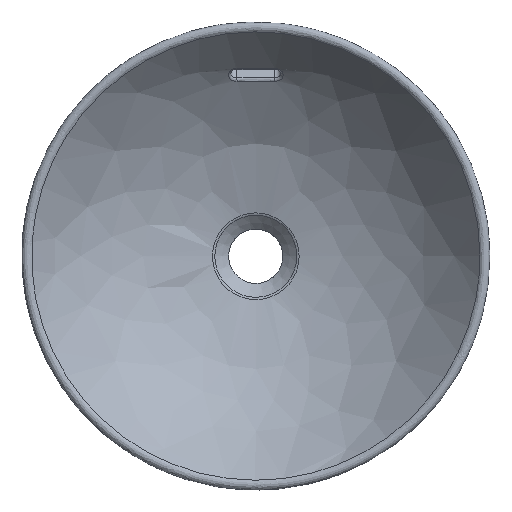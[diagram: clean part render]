
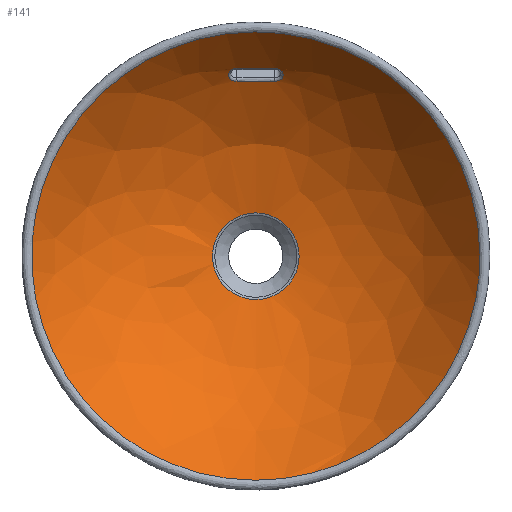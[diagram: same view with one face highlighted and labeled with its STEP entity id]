
A CAD part, top view. The second image highlights one B-rep face of the part: STEP entity #141.
In plain terms, the highlighted free-form (B-spline) face has degree [3, 3] with [4, 7] control points.
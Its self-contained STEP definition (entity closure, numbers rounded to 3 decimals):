
#59=FACE_BOUND('',#225,.T.);
#60=FACE_BOUND('',#226,.T.);
#61=FACE_BOUND('',#227,.T.);
#92=(
BOUNDED_SURFACE()
B_SPLINE_SURFACE(3,3,((#2562,#2563,#2564,#2565,#2566,#2567,#2568),(#2569,
#2570,#2571,#2572,#2573,#2574,#2575),(#2576,#2577,#2578,#2579,#2580,#2581,
#2582),(#2583,#2584,#2585,#2586,#2587,#2588,#2589)),.UNSPECIFIED.,.F.,.T.,
 .F.)
B_SPLINE_SURFACE_WITH_KNOTS((4,4),(1,3,3,3,1),(0.,1.),(-0.5,0.,0.5,1.,1.5),
 .UNSPECIFIED.)
GEOMETRIC_REPRESENTATION_ITEM()
RATIONAL_B_SPLINE_SURFACE(((1.,0.333,0.333,1.,0.333,
0.333,1.),(0.943,0.314,0.314,
0.943,0.314,0.314,0.943),
(0.943,0.314,0.314,0.943,
0.314,0.314,0.943),(1.,0.333,
0.333,1.,0.333,0.333,1.)))
REPRESENTATION_ITEM('')
SURFACE()
);
#112=CIRCLE('',#665,38.903);
#141=ADVANCED_FACE('',(#59,#60,#61),#92,.T.);
#225=EDGE_LOOP('',(#381,#382,#383,#384));
#226=EDGE_LOOP('',(#385));
#227=EDGE_LOOP('',(#386));
#381=ORIENTED_EDGE('',*,*,#563,.T.);
#382=ORIENTED_EDGE('',*,*,#564,.T.);
#383=ORIENTED_EDGE('',*,*,#565,.T.);
#384=ORIENTED_EDGE('',*,*,#566,.T.);
#385=ORIENTED_EDGE('',*,*,#567,.T.);
#386=ORIENTED_EDGE('',*,*,#568,.T.);
#483=VERTEX_POINT('',#2503);
#484=VERTEX_POINT('',#2504);
#485=VERTEX_POINT('',#2509);
#486=VERTEX_POINT('',#2520);
#487=VERTEX_POINT('',#2526);
#488=VERTEX_POINT('',#2561);
#563=EDGE_CURVE('',#483,#484,#634,.T.);
#564=EDGE_CURVE('',#484,#485,#635,.T.);
#565=EDGE_CURVE('',#485,#486,#636,.T.);
#566=EDGE_CURVE('',#486,#483,#637,.T.);
#567=EDGE_CURVE('',#487,#487,#112,.T.);
#568=EDGE_CURVE('',#488,#488,#638,.T.);
#634=B_SPLINE_CURVE_WITH_KNOTS('',3,(#2493,#2494,#2495,#2496,#2497,#2498,
#2499,#2500,#2501,#2502),.UNSPECIFIED.,.F.,.F.,(4,2,2,2,4),(0.,0.25,0.5,
0.75,1.),.UNSPECIFIED.);
#635=B_SPLINE_CURVE_WITH_KNOTS('',3,(#2505,#2506,#2507,#2508),
 .UNSPECIFIED.,.F.,.F.,(4,4),(0.,1.),.UNSPECIFIED.);
#636=B_SPLINE_CURVE_WITH_KNOTS('',3,(#2510,#2511,#2512,#2513,#2514,#2515,
#2516,#2517,#2518,#2519),.UNSPECIFIED.,.F.,.F.,(4,2,2,2,4),(0.,0.25,0.5,
0.75,1.),.UNSPECIFIED.);
#637=B_SPLINE_CURVE_WITH_KNOTS('',3,(#2521,#2522,#2523,#2524),
 .UNSPECIFIED.,.F.,.F.,(4,4),(0.,1.),.UNSPECIFIED.);
#638=B_SPLINE_CURVE_WITH_KNOTS('',3,(#2527,#2528,#2529,#2530,#2531,#2532,
#2533,#2534,#2535,#2536,#2537,#2538,#2539,#2540,#2541,#2542,#2543,#2544,
#2545,#2546,#2547,#2548,#2549,#2550,#2551,#2552,#2553,#2554,#2555,#2556,
#2557,#2558,#2559,#2560),.UNSPECIFIED.,.T.,.F.,(2,2,2,2,2,2,2,2,2,2,2,2,
2,2,2,2,2,2,2),(-0.063,0.,0.063,0.125,0.188,0.25,0.313,0.375,0.438,
0.5,0.563,0.625,0.688,0.75,0.813,0.875,0.938,1.,1.063),
 .UNSPECIFIED.);
#665=AXIS2_PLACEMENT_3D('',#2525,#703,#704);
#703=DIRECTION('',(0.,0.,-1.));
#704=DIRECTION('',(1.,0.,0.));
#2493=CARTESIAN_POINT('',(16.839,168.546,62.736));
#2494=CARTESIAN_POINT('',(18.894,168.451,62.839));
#2495=CARTESIAN_POINT('',(20.902,167.725,62.385));
#2496=CARTESIAN_POINT('',(23.776,165.434,60.641));
#2497=CARTESIAN_POINT('',(24.622,163.866,59.345));
#2498=CARTESIAN_POINT('',(24.629,160.804,56.672));
#2499=CARTESIAN_POINT('',(23.803,159.314,55.298));
#2500=CARTESIAN_POINT('',(20.896,157.254,53.241));
#2501=CARTESIAN_POINT('',(18.895,156.722,52.597));
#2502=CARTESIAN_POINT('',(16.84,156.817,52.495));
#2503=CARTESIAN_POINT('',(16.839,168.546,62.736));
#2504=CARTESIAN_POINT('',(16.84,156.817,52.495));
#2505=CARTESIAN_POINT('',(16.84,156.817,52.495));
#2506=CARTESIAN_POINT('',(5.626,157.336,51.936));
#2507=CARTESIAN_POINT('',(-5.626,157.336,51.936));
#2508=CARTESIAN_POINT('',(-16.84,156.817,52.495));
#2509=CARTESIAN_POINT('',(-16.84,156.817,52.495));
#2510=CARTESIAN_POINT('',(-16.84,156.817,52.495));
#2511=CARTESIAN_POINT('',(-18.895,156.722,52.597));
#2512=CARTESIAN_POINT('',(-20.907,157.264,53.25));
#2513=CARTESIAN_POINT('',(-23.783,159.299,55.283));
#2514=CARTESIAN_POINT('',(-24.626,160.795,56.664));
#2515=CARTESIAN_POINT('',(-24.625,163.858,59.339));
#2516=CARTESIAN_POINT('',(-23.796,165.417,60.627));
#2517=CARTESIAN_POINT('',(-20.889,167.737,62.394));
#2518=CARTESIAN_POINT('',(-18.894,168.451,62.839));
#2519=CARTESIAN_POINT('',(-16.839,168.546,62.736));
#2520=CARTESIAN_POINT('',(-16.839,168.546,62.736));
#2521=CARTESIAN_POINT('',(-16.839,168.546,62.736));
#2522=CARTESIAN_POINT('',(-5.626,169.066,62.176));
#2523=CARTESIAN_POINT('',(5.626,169.066,62.176));
#2524=CARTESIAN_POINT('',(16.839,168.546,62.736));
#2525=CARTESIAN_POINT('',(0.,0.,1.035));
#2526=CARTESIAN_POINT('',(38.903,0.,1.035));
#2527=CARTESIAN_POINT('',(123.34,160.986,99.295));
#2528=CARTESIAN_POINT('',(77.748,187.309,99.295));
#2529=CARTESIAN_POINT('',(52.344,195.932,99.295));
#2530=CARTESIAN_POINT('',(0.15,202.804,99.295));
#2531=CARTESIAN_POINT('',(-26.62,201.049,99.295));
#2532=CARTESIAN_POINT('',(-77.471,187.423,99.295));
#2533=CARTESIAN_POINT('',(-101.532,175.558,99.295));
#2534=CARTESIAN_POINT('',(-143.298,143.51,99.295));
#2535=CARTESIAN_POINT('',(-160.986,123.34,99.295));
#2536=CARTESIAN_POINT('',(-187.309,77.748,99.295));
#2537=CARTESIAN_POINT('',(-195.932,52.344,99.295));
#2538=CARTESIAN_POINT('',(-202.804,0.15,99.295));
#2539=CARTESIAN_POINT('',(-201.049,-26.62,99.295));
#2540=CARTESIAN_POINT('',(-187.423,-77.471,99.295));
#2541=CARTESIAN_POINT('',(-175.558,-101.532,99.295));
#2542=CARTESIAN_POINT('',(-143.51,-143.298,99.295));
#2543=CARTESIAN_POINT('',(-123.34,-160.986,99.295));
#2544=CARTESIAN_POINT('',(-77.748,-187.309,99.295));
#2545=CARTESIAN_POINT('',(-52.344,-195.932,99.295));
#2546=CARTESIAN_POINT('',(-0.15,-202.804,99.295));
#2547=CARTESIAN_POINT('',(26.62,-201.049,99.295));
#2548=CARTESIAN_POINT('',(77.471,-187.423,99.295));
#2549=CARTESIAN_POINT('',(101.532,-175.558,99.295));
#2550=CARTESIAN_POINT('',(143.298,-143.51,99.295));
#2551=CARTESIAN_POINT('',(160.986,-123.34,99.295));
#2552=CARTESIAN_POINT('',(187.309,-77.748,99.295));
#2553=CARTESIAN_POINT('',(195.932,-52.344,99.295));
#2554=CARTESIAN_POINT('',(202.804,-0.15,99.295));
#2555=CARTESIAN_POINT('',(201.049,26.62,99.295));
#2556=CARTESIAN_POINT('',(187.423,77.471,99.295));
#2557=CARTESIAN_POINT('',(175.558,101.532,99.295));
#2558=CARTESIAN_POINT('',(143.51,143.298,99.295));
#2559=CARTESIAN_POINT('',(123.34,160.986,99.295));
#2560=CARTESIAN_POINT('',(77.748,187.309,99.295));
#2561=CARTESIAN_POINT('',(100.544,174.147,99.295));
#2562=CARTESIAN_POINT('',(38.903,0.,1.035));
#2563=CARTESIAN_POINT('',(38.903,77.805,1.035));
#2564=CARTESIAN_POINT('',(-38.903,77.805,1.035));
#2565=CARTESIAN_POINT('',(-38.903,0.,1.035));
#2566=CARTESIAN_POINT('',(-38.903,-77.805,1.035));
#2567=CARTESIAN_POINT('',(38.903,-77.805,1.035));
#2568=CARTESIAN_POINT('',(38.903,0.,1.035));
#2569=CARTESIAN_POINT('',(105.333,0.,9.72));
#2570=CARTESIAN_POINT('',(105.333,210.666,9.72));
#2571=CARTESIAN_POINT('',(-105.333,210.666,9.72));
#2572=CARTESIAN_POINT('',(-105.333,0.,9.72));
#2573=CARTESIAN_POINT('',(-105.333,-210.666,9.72));
#2574=CARTESIAN_POINT('',(105.333,-210.666,9.72));
#2575=CARTESIAN_POINT('',(105.333,0.,9.72));
#2576=CARTESIAN_POINT('',(162.633,0.,44.435));
#2577=CARTESIAN_POINT('',(162.633,325.265,44.435));
#2578=CARTESIAN_POINT('',(-162.633,325.265,44.435));
#2579=CARTESIAN_POINT('',(-162.633,0.,44.435));
#2580=CARTESIAN_POINT('',(-162.633,-325.265,44.435));
#2581=CARTESIAN_POINT('',(162.633,-325.265,44.435));
#2582=CARTESIAN_POINT('',(162.633,0.,44.435));
#2583=CARTESIAN_POINT('',(201.088,0.,99.295));
#2584=CARTESIAN_POINT('',(201.088,402.176,99.295));
#2585=CARTESIAN_POINT('',(-201.088,402.176,99.295));
#2586=CARTESIAN_POINT('',(-201.088,0.,99.295));
#2587=CARTESIAN_POINT('',(-201.088,-402.176,99.295));
#2588=CARTESIAN_POINT('',(201.088,-402.176,99.295));
#2589=CARTESIAN_POINT('',(201.088,0.,99.295));
